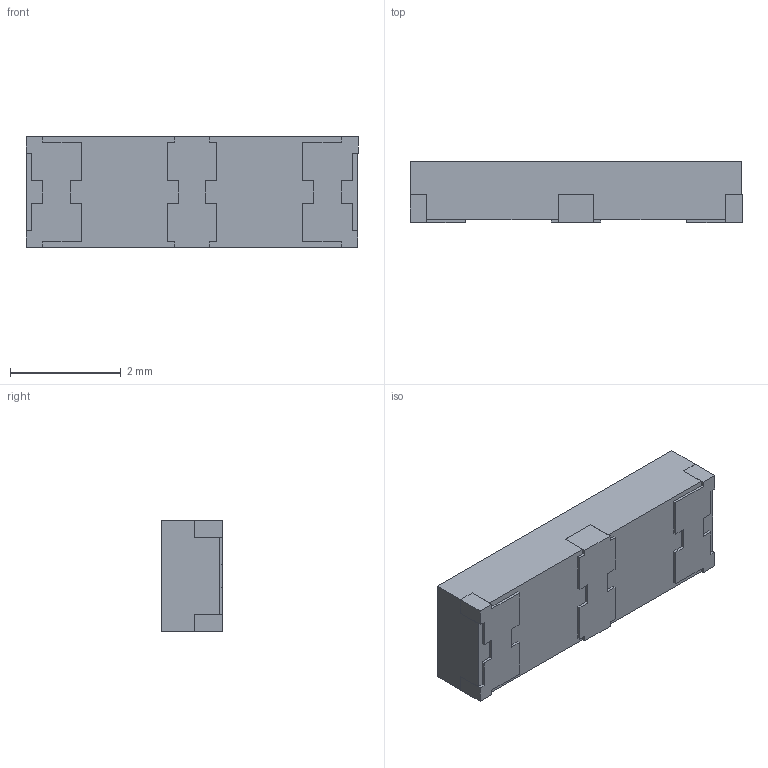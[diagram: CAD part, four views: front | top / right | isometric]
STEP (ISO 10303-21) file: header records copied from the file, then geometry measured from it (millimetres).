
FILE_DESCRIPTION (( 'STEP AP214' ), '1' );
FILE_NAME ('User Library-M562720.STEP', '2020-06-17T07:54:28', ( '' ), ( '' ), 'SwSTEP 2.0', 'SolidWorks 2019', '' );
FILE_SCHEMA (( 'AUTOMOTIVE_DESIGN' ));
Length unit declared in the file: millimetre
Products named in the file (1): User Library-M562720
Bounding box: 6 x 1.1 x 2 mm (x, y, z)
Volume: 12.8 mm3; surface area: 41.8 mm2
Topology: 1 solids, 1 shells, 172 faces, 477 edges, 318 vertices
Faces by surface type: plane 121, bspline 51
Entity records: 10285 total; most frequent: CARTESIAN_POINT 4435, ORIENTED_EDGE 954, DIRECTION 619, EDGE_CURVE 477, LINE 375, VECTOR 375, VERTEX_POINT 318, EDGE_LOOP 183
